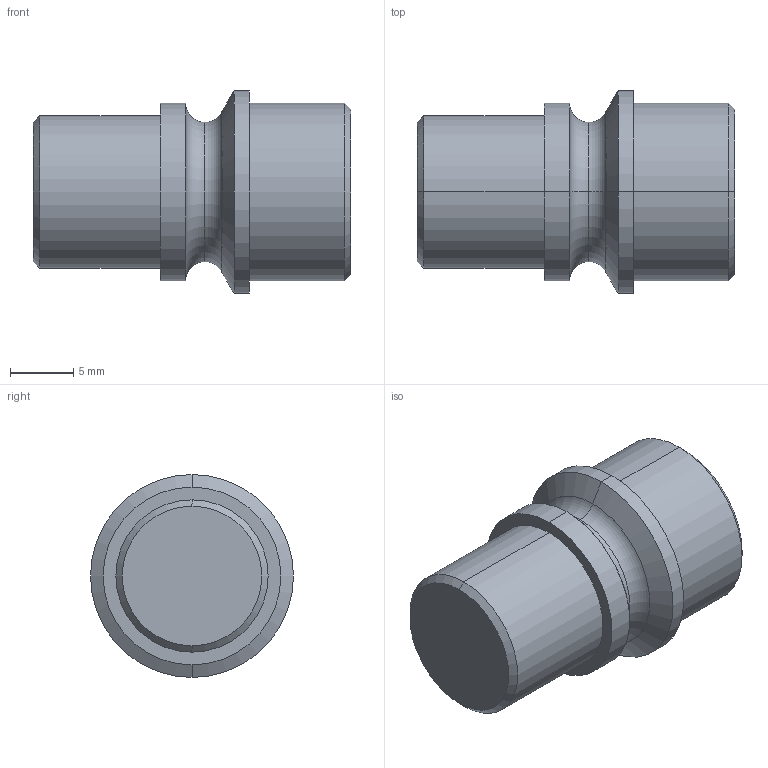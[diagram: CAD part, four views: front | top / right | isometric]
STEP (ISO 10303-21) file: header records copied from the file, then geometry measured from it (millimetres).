
FILE_DESCRIPTION (( 'STEP AP203' ), '1' );
FILE_NAME ('embout_sup_Défaut_sldprt.STEP', '2017-07-05T05:55:42', ( '' ), ( '' ), 'SwSTEP 2.0', 'SolidWorks 2013', '' );
FILE_SCHEMA (( 'CONFIG_CONTROL_DESIGN' ));
Length unit declared in the file: millimetre
Products named in the file (1): embout_sup_Défaut_sldprt
Bounding box: 25 x 16 x 16 mm (x, y, z)
Volume: 2557.1 mm3; surface area: 1745.1 mm2
Topology: 1 solids, 1 shells, 29 faces, 58 edges, 33 vertices
Faces by surface type: cylinder 12, cone 8, plane 5, torus 4
Entity records: 819 total; most frequent: DIRECTION 152, CARTESIAN_POINT 119, ORIENTED_EDGE 112, AXIS2_PLACEMENT_3D 66, EDGE_CURVE 56, CIRCLE 36, VERTEX_POINT 33, EDGE_LOOP 33
